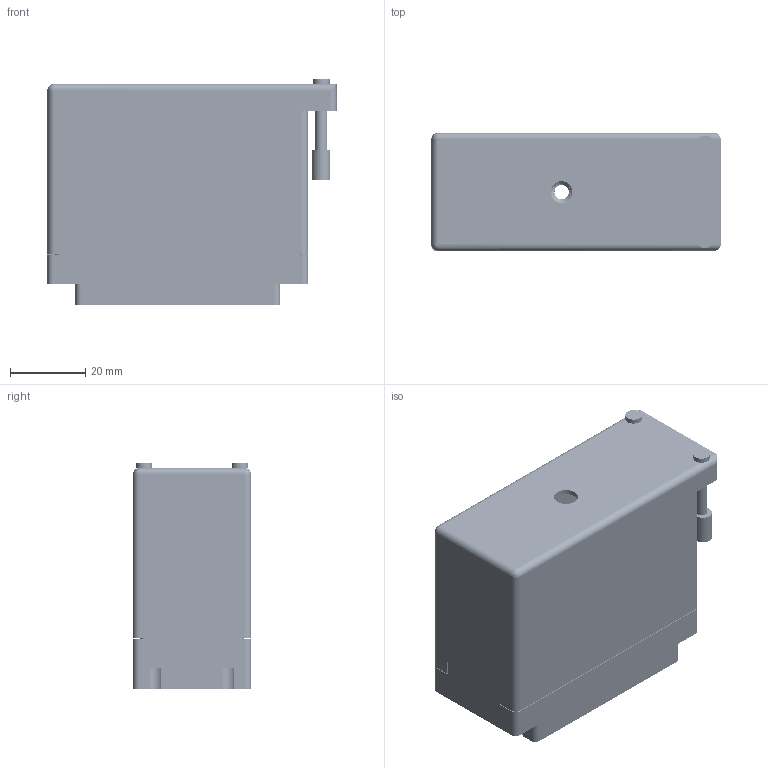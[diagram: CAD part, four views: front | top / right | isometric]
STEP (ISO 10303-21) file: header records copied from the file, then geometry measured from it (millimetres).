
FILE_DESCRIPTION (( 'STEP AP203' ), '1' );
FILE_NAME ('516-090-540-356.STEP', '2020-03-10T20:54:46', ( '' ), ( '' ), 'SwSTEP 2.0', 'SolidWorks 2016', '' );
FILE_SCHEMA (( 'CONFIG_CONTROL_DESIGN' ));
Length unit declared in the file: inch
Products named in the file (5): 516-292-001_540 Contact; 516-090-540-356; 516-252-095-100; 516-230-001_Metal - 090 Side Entry; 516 Plug Insulator_090
Assembly tree (93 placements, depth 2):
  516-090-540-356
    516 Plug Insulator_090
    516-292-001_540 Contact  x90
    516-230-001_Metal - 090 Side Entry
    516-252-095-100
Bounding box: 76.66 x 31.34 x 59.84 mm (x, y, z)
Volume: 35420.8 mm3; surface area: 63285.2 mm2
Topology: 93 solids, 93 shells, 8440 faces, 24521 edges, 16279 vertices
Faces by surface type: plane 5207, cylinder 2673, bspline 546, cone 12, sphere 2
Entity records: 73642 total; most frequent: CARTESIAN_POINT 14459, ORIENTED_EDGE 12014, DIRECTION 11576, EDGE_CURVE 6007, LINE 4494, VECTOR 4494, VERTEX_POINT 3997, AXIS2_PLACEMENT_3D 3541
